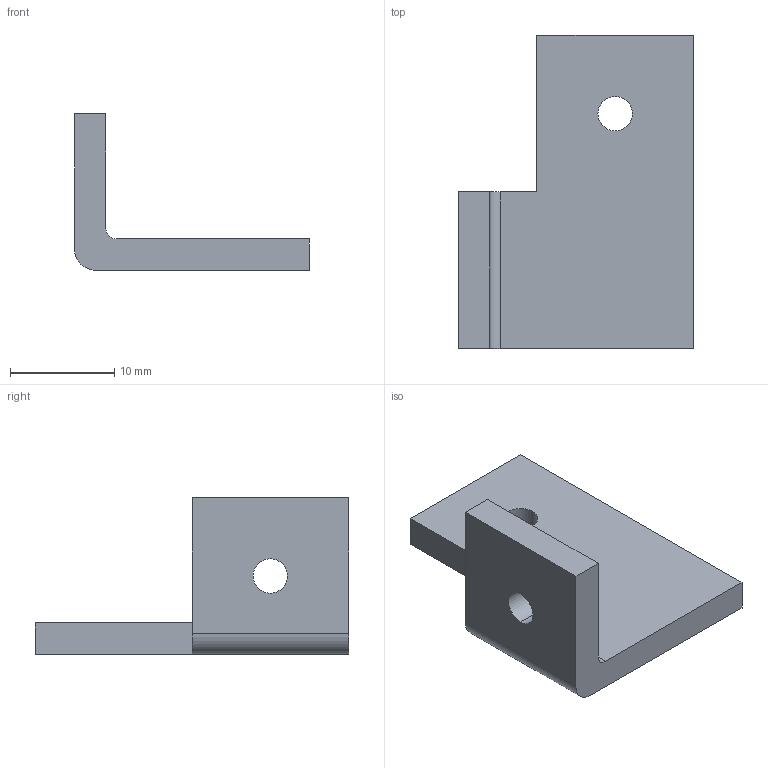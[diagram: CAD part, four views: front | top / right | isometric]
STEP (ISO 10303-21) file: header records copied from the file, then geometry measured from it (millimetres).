
FILE_DESCRIPTION(('FreeCAD Model'),'2;1');
FILE_NAME('steve-z-bracket.step','2020-07-27T11:38:42' ,('Author'),(''),'Open CASCADE STEP processor 7.3','FreeCAD','Unknown' );
FILE_SCHEMA(('AUTOMOTIVE_DESIGN { 1 0 10303 214 1 1 1 1 }'));
Length unit declared in the file: millimetre
Products named in the file (1): shapr3d_export_2019_12_03_11h01m
Bounding box: 22.5 x 30 x 15 mm (x, y, z)
Volume: 2166.5 mm3; surface area: 1879.4 mm2
Topology: 1 solids, 1 shells, 16 faces, 43 edges, 29 vertices
Faces by surface type: plane 10, cylinder 6
Entity records: 1111 total; most frequent: CARTESIAN_POINT 205, DIRECTION 171, LINE 103, VECTOR 103, ORIENTED_EDGE 86, PCURVE 86, DEFINITIONAL_REPRESENTATION 86, EDGE_CURVE 43
